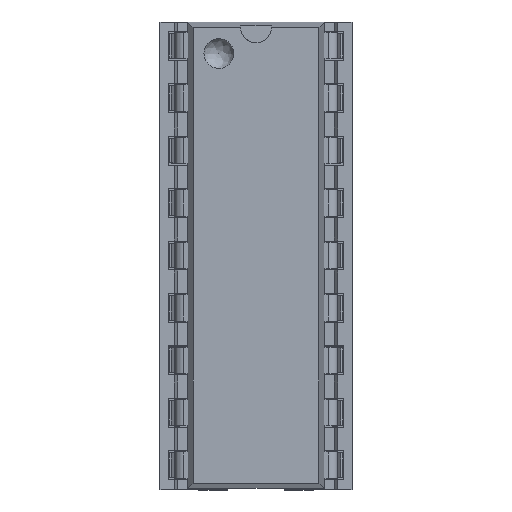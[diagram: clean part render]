
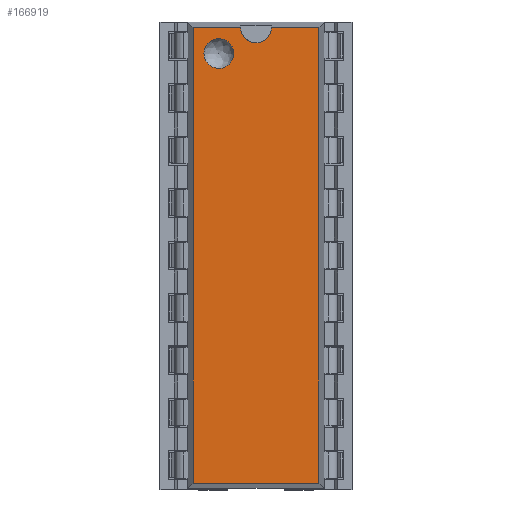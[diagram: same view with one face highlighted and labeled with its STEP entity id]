
A CAD part, top view. The second image highlights one B-rep face of the part: STEP entity #166919.
In plain terms, the highlighted free-form (B-spline) face has degree [1, 1] with [2, 2] control points.
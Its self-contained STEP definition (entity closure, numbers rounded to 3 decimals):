
#165951 = VERTEX_POINT('',#165952);
#165952 = CARTESIAN_POINT('',(1.035,-28.854,
    10.169));
#165957 = EDGE_CURVE('',#165958,#165951,#165960,.T.);
#165958 = VERTEX_POINT('',#165959);
#165959 = CARTESIAN_POINT('',(9.339,-28.854,
    10.169));
#165960 = B_SPLINE_CURVE_WITH_KNOTS('',1,(#165961,#165962),
  .UNSPECIFIED.,.F.,.F.,(2,2),(0.,6.1),.PIECEWISE_BEZIER_KNOTS.);
#165961 = CARTESIAN_POINT('',(9.339,-28.854,
    10.169));
#165962 = CARTESIAN_POINT('',(1.035,-28.854,
    10.169));
#166667 = VERTEX_POINT('',#166668);
#166668 = CARTESIAN_POINT('',(1.035,1.205,
    10.169));
#166673 = EDGE_CURVE('',#165951,#166667,#166674,.T.);
#166674 = B_SPLINE_CURVE_WITH_KNOTS('',1,(#166675,#166676),
  .UNSPECIFIED.,.F.,.F.,(2,2),(0.,22.08),.PIECEWISE_BEZIER_KNOTS.);
#166675 = CARTESIAN_POINT('',(1.035,-28.854,
    10.169));
#166676 = CARTESIAN_POINT('',(1.035,1.205,
    10.169));
#166919 = ADVANCED_FACE('',(#166920,#166953),#166967,.T.);
#166920 = FACE_BOUND('',#166921,.T.);
#166921 = EDGE_LOOP('',(#166922,#166923,#166930,#166937,#166947,#166952)
  );
#166922 = ORIENTED_EDGE('',*,*,#165957,.F.);
#166923 = ORIENTED_EDGE('',*,*,#166924,.F.);
#166924 = EDGE_CURVE('',#166925,#165958,#166927,.T.);
#166925 = VERTEX_POINT('',#166926);
#166926 = CARTESIAN_POINT('',(9.339,1.205,
    10.169));
#166927 = B_SPLINE_CURVE_WITH_KNOTS('',1,(#166928,#166929),
  .UNSPECIFIED.,.F.,.F.,(2,2),(0.,22.08),.PIECEWISE_BEZIER_KNOTS.);
#166928 = CARTESIAN_POINT('',(9.339,1.205,
    10.169));
#166929 = CARTESIAN_POINT('',(9.339,-28.854,
    10.169));
#166930 = ORIENTED_EDGE('',*,*,#166931,.F.);
#166931 = EDGE_CURVE('',#166932,#166925,#166934,.T.);
#166932 = VERTEX_POINT('',#166933);
#166933 = CARTESIAN_POINT('',(6.208,1.205,
    10.169));
#166934 = B_SPLINE_CURVE_WITH_KNOTS('',1,(#166935,#166936),
  .UNSPECIFIED.,.F.,.F.,(2,2),(3.8,6.1),.PIECEWISE_BEZIER_KNOTS.);
#166935 = CARTESIAN_POINT('',(6.208,1.205,
    10.169));
#166936 = CARTESIAN_POINT('',(9.339,1.205,
    10.169));
#166937 = ORIENTED_EDGE('',*,*,#166938,.F.);
#166938 = EDGE_CURVE('',#166939,#166932,#166941,.T.);
#166939 = VERTEX_POINT('',#166940);
#166940 = CARTESIAN_POINT('',(4.166,1.205,
    10.169));
#166941 = ( BOUNDED_CURVE() B_SPLINE_CURVE(2,(#166942,#166943,#166944,
#166945,#166946),.UNSPECIFIED.,.F.,.F.) B_SPLINE_CURVE_WITH_KNOTS((3,2,3
    ),(1.571,3.142,4.712),
.PIECEWISE_BEZIER_KNOTS.) CURVE() GEOMETRIC_REPRESENTATION_ITEM() 
RATIONAL_B_SPLINE_CURVE((1.,0.707,1.,0.707,1.)) 
REPRESENTATION_ITEM('') );
#166942 = CARTESIAN_POINT('',(4.166,1.205,
    10.169));
#166943 = CARTESIAN_POINT('',(4.166,0.184,
    10.169));
#166944 = CARTESIAN_POINT('',(5.187,0.184,
    10.169));
#166945 = CARTESIAN_POINT('',(6.208,0.184,
    10.169));
#166946 = CARTESIAN_POINT('',(6.208,1.205,
    10.169));
#166947 = ORIENTED_EDGE('',*,*,#166948,.F.);
#166948 = EDGE_CURVE('',#166667,#166939,#166949,.T.);
#166949 = B_SPLINE_CURVE_WITH_KNOTS('',1,(#166950,#166951),
  .UNSPECIFIED.,.F.,.F.,(2,2),(0.,2.3),.PIECEWISE_BEZIER_KNOTS.);
#166950 = CARTESIAN_POINT('',(1.035,1.205,
    10.169));
#166951 = CARTESIAN_POINT('',(4.166,1.205,
    10.169));
#166952 = ORIENTED_EDGE('',*,*,#166673,.F.);
#166953 = FACE_BOUND('',#166954,.T.);
#166954 = EDGE_LOOP('',(#166955));
#166955 = ORIENTED_EDGE('',*,*,#166956,.F.);
#166956 = EDGE_CURVE('',#166957,#166957,#166959,.T.);
#166957 = VERTEX_POINT('',#166958);
#166958 = CARTESIAN_POINT('',(1.756,-0.524,
    10.169));
#166959 = ( BOUNDED_CURVE() B_SPLINE_CURVE(2,(#166960,#166961,#166962,
    #166963,#166964,#166965,#166966),.UNSPECIFIED.,.T.,.F.) 
B_SPLINE_CURVE_WITH_KNOTS((1,2,2,2,2,1),(-2.094,0.,
    2.094,4.189,6.283,8.378),
.UNSPECIFIED.) CURVE() GEOMETRIC_REPRESENTATION_ITEM() 
RATIONAL_B_SPLINE_CURVE((1.,0.5,1.,0.5,1.,0.5,1.)) REPRESENTATION_ITEM(
  '') );
#166960 = CARTESIAN_POINT('',(1.756,-0.524,
    10.169));
#166961 = CARTESIAN_POINT('',(1.756,-2.222,
    10.169));
#166962 = CARTESIAN_POINT('',(3.226,-1.373,
    10.169));
#166963 = CARTESIAN_POINT('',(4.697,-0.524,
    10.169));
#166964 = CARTESIAN_POINT('',(3.226,0.325,
    10.169));
#166965 = CARTESIAN_POINT('',(1.756,1.174,
    10.169));
#166966 = CARTESIAN_POINT('',(1.756,-0.524,
    10.169));
#166967 = B_SPLINE_SURFACE_WITH_KNOTS('',1,1,(
    (#166968,#166969)
    ,(#166970,#166971
    )),.UNSPECIFIED.,.F.,.F.,.F.,(2,2),(2,2),(0.,22.907),(
    -5.88,5.88),.PIECEWISE_BEZIER_KNOTS.);
#166968 = CARTESIAN_POINT('',(17.054,-26.723,
    10.169));
#166969 = CARTESIAN_POINT('',(1.624,-30.986,
    10.169));
#166970 = CARTESIAN_POINT('',(8.75,3.336,
    10.169));
#166971 = CARTESIAN_POINT('',(-6.681,-0.927,
    10.169));
